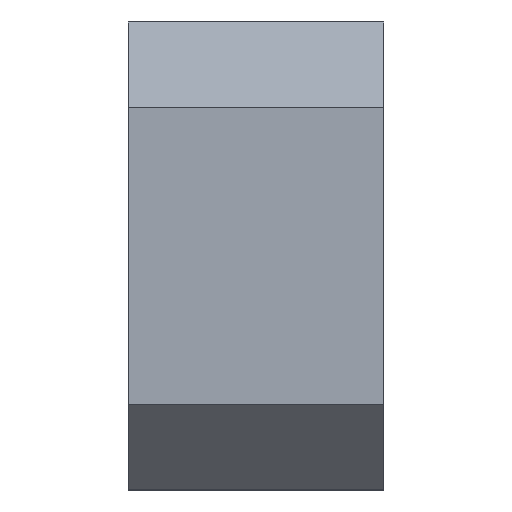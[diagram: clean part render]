
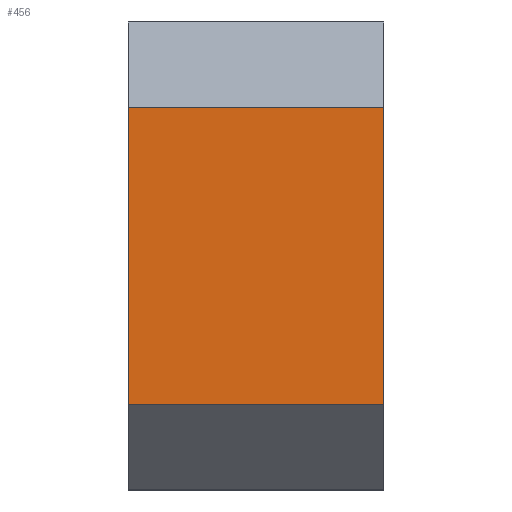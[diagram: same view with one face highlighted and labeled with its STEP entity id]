
A CAD part, left-side view. The second image highlights one B-rep face of the part: STEP entity #456.
In plain terms, the highlighted planar face has unit normal (-1, 0, 0).
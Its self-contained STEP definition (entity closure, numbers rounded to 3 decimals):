
#35=LINE('',#743,#78);
#36=LINE('',#746,#79);
#37=LINE('',#748,#80);
#38=LINE('',#749,#81);
#78=VECTOR('',#611,10.);
#79=VECTOR('',#614,10.);
#80=VECTOR('',#615,10.);
#81=VECTOR('',#616,10.);
#128=FACE_OUTER_BOUND('',#154,.T.);
#154=EDGE_LOOP('',(#356,#357,#358,#359));
#218=VERTEX_POINT('',#739);
#219=VERTEX_POINT('',#741);
#220=VERTEX_POINT('',#745);
#221=VERTEX_POINT('',#747);
#273=EDGE_CURVE('',#218,#219,#35,.T.);
#274=EDGE_CURVE('',#218,#220,#36,.T.);
#275=EDGE_CURVE('',#221,#219,#37,.T.);
#276=EDGE_CURVE('',#220,#221,#38,.T.);
#356=ORIENTED_EDGE('',*,*,#274,.F.);
#357=ORIENTED_EDGE('',*,*,#273,.T.);
#358=ORIENTED_EDGE('',*,*,#275,.F.);
#359=ORIENTED_EDGE('',*,*,#276,.F.);
#435=PLANE('',#516);
#456=ADVANCED_FACE('',(#128),#435,.T.);
#516=AXIS2_PLACEMENT_3D('',#744,#612,#613);
#611=DIRECTION('',(0.,1.,0.));
#612=DIRECTION('center_axis',(-1.,0.,0.));
#613=DIRECTION('ref_axis',(0.,0.,1.));
#614=DIRECTION('',(0.,0.,-1.));
#615=DIRECTION('',(0.,0.,1.));
#616=DIRECTION('',(0.,1.,0.));
#739=CARTESIAN_POINT('',(-34.,-12.,9.));
#741=CARTESIAN_POINT('',(-34.,0.,9.));
#743=CARTESIAN_POINT('',(-34.,-12.,9.));
#744=CARTESIAN_POINT('Origin',(-34.,-12.,-5.));
#745=CARTESIAN_POINT('',(-34.,-12.,-5.));
#746=CARTESIAN_POINT('',(-34.,-12.,9.));
#747=CARTESIAN_POINT('',(-34.,0.,-5.));
#748=CARTESIAN_POINT('',(-34.,0.,9.));
#749=CARTESIAN_POINT('',(-34.,-12.,-5.));
